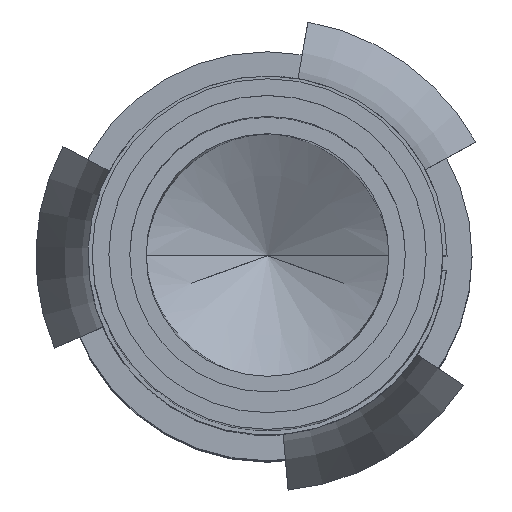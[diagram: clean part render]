
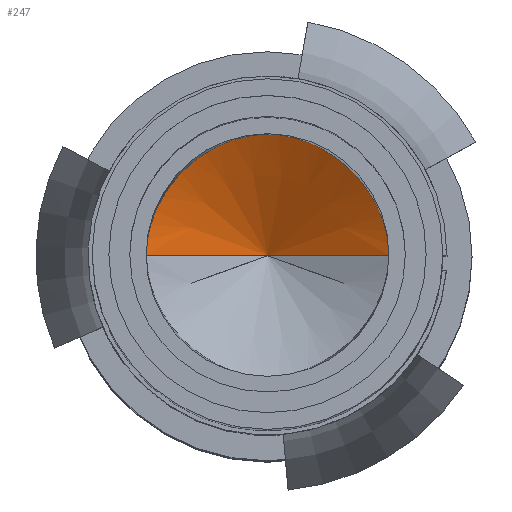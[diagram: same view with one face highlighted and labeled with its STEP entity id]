
A CAD part, top view. The second image highlights one B-rep face of the part: STEP entity #247.
In plain terms, the highlighted conical face has half-angle 61.115 degrees and reference radius 0.741 mm.
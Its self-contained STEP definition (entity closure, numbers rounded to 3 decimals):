
#87=B_SPLINE_CURVE_WITH_KNOTS('',3,(#2309,#2310,#2311,#2312),
 .UNSPECIFIED.,.F.,.F.,(4,4),(0.,1.),.UNSPECIFIED.);
#88=B_SPLINE_CURVE_WITH_KNOTS('',3,(#2314,#2315,#2316,#2317),
 .UNSPECIFIED.,.F.,.F.,(4,4),(0.,1.),.UNSPECIFIED.);
#89=B_SPLINE_CURVE_WITH_KNOTS('',3,(#2319,#2320,#2321,#2322,#2323,#2324),
 .UNSPECIFIED.,.F.,.F.,(4,2,4),(0.,0.5,1.),.UNSPECIFIED.);
#247=ADVANCED_FACE('',(#365),#339,.F.);
#339=CONICAL_SURFACE('',#1673,0.741,61.115);
#365=FACE_OUTER_BOUND('',#452,.T.);
#452=EDGE_LOOP('',(#651,#652,#653));
#651=ORIENTED_EDGE('',*,*,#1275,.F.);
#652=ORIENTED_EDGE('',*,*,#1277,.F.);
#653=ORIENTED_EDGE('',*,*,#1276,.T.);
#1115=VERTEX_POINT('',#2307);
#1116=VERTEX_POINT('',#2308);
#1117=VERTEX_POINT('',#2313);
#1275=EDGE_CURVE('',#1116,#1117,#87,.T.);
#1276=EDGE_CURVE('',#1115,#1117,#88,.T.);
#1277=EDGE_CURVE('',#1115,#1116,#89,.T.);
#1673=AXIS2_PLACEMENT_3D('',#2325,#1848,#1849);
#1848=DIRECTION('',(0.,0.,1.));
#1849=DIRECTION('',(-1.,0.,0.));
#2307=CARTESIAN_POINT('',(-1.451,0.,2.709));
#2308=CARTESIAN_POINT('',(1.451,0.,2.709));
#2309=CARTESIAN_POINT('',(1.451,0.,2.709));
#2310=CARTESIAN_POINT('',(0.967,0.,2.443));
#2311=CARTESIAN_POINT('',(0.484,0.,2.176));
#2312=CARTESIAN_POINT('',(0.,0.,1.909));
#2313=CARTESIAN_POINT('',(0.,0.,1.909));
#2314=CARTESIAN_POINT('',(-1.451,0.,2.709));
#2315=CARTESIAN_POINT('',(-0.967,0.,2.443));
#2316=CARTESIAN_POINT('',(-0.484,0.,2.176));
#2317=CARTESIAN_POINT('',(0.,0.,1.909));
#2319=CARTESIAN_POINT('',(-1.453,0.,2.709));
#2320=CARTESIAN_POINT('',(-1.453,0.761,2.709));
#2321=CARTESIAN_POINT('',(-0.761,1.453,2.709));
#2322=CARTESIAN_POINT('',(0.761,1.453,2.709));
#2323=CARTESIAN_POINT('',(1.453,0.761,2.709));
#2324=CARTESIAN_POINT('',(1.453,0.,2.709));
#2325=CARTESIAN_POINT('',(0.,0.,2.318));
